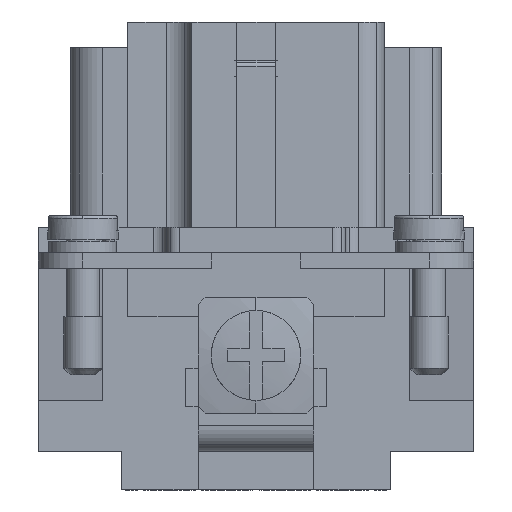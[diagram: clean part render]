
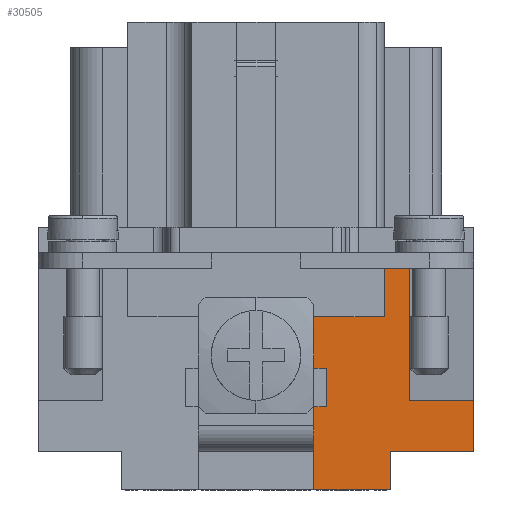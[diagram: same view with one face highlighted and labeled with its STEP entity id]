
A CAD part, left-side view. The second image highlights one B-rep face of the part: STEP entity #30505.
In plain terms, the highlighted planar face has unit normal (-1, 0, 0).
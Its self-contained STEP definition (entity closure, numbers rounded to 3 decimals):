
#16795=CARTESIAN_POINT('',(-45.0,-4.5,-17.355));
#16796=VERTEX_POINT('',#16795);
#23280=CARTESIAN_POINT('',(-45.0,-17.0,-17.5));
#23281=VERTEX_POINT('',#23280);
#23288=CARTESIAN_POINT('',(-45.0,-10.5,-17.5));
#23289=VERTEX_POINT('',#23288);
#23290=CARTESIAN_POINT('',(-45.0,-10.5,-17.5));
#23291=DIRECTION('',(0.0,-1.0,0.0));
#23292=VECTOR('',#23291,6.5);
#23293=LINE('',#23290,#23292);
#23294=EDGE_CURVE('',#23289,#23281,#23293,.T.);
#30045=CARTESIAN_POINT('',(-45.0,-4.5,-14.0));
#30046=VERTEX_POINT('',#30045);
#30053=CARTESIAN_POINT('',(-45.0,-5.5,-14.0));
#30054=VERTEX_POINT('',#30053);
#30055=CARTESIAN_POINT('',(-45.0,-5.5,-14.0));
#30056=DIRECTION('',(0.0,1.0,0.0));
#30057=VECTOR('',#30056,1.);
#30058=LINE('',#30055,#30057);
#30059=EDGE_CURVE('',#30054,#30046,#30058,.T.);
#30084=CARTESIAN_POINT('',(-45.0,-5.5,-11.0));
#30085=VERTEX_POINT('',#30084);
#30086=CARTESIAN_POINT('',(-45.0,-5.5,-11.0));
#30087=DIRECTION('',(0.0,0.0,-1.0));
#30088=VECTOR('',#30087,3.0);
#30089=LINE('',#30086,#30088);
#30090=EDGE_CURVE('',#30085,#30054,#30089,.T.);
#30113=CARTESIAN_POINT('',(-45.0,-4.5,-11.0));
#30114=VERTEX_POINT('',#30113);
#30115=CARTESIAN_POINT('',(-45.0,-4.5,-11.0));
#30116=DIRECTION('',(0.0,-1.0,0.0));
#30117=VECTOR('',#30116,1.);
#30118=LINE('',#30115,#30117);
#30119=EDGE_CURVE('',#30114,#30085,#30118,.T.);
#30378=CARTESIAN_POINT('',(-45.0,-4.5,-7.));
#30379=VERTEX_POINT('',#30378);
#30380=CARTESIAN_POINT('',(-45.0,-4.5,-7.));
#30381=DIRECTION('',(0.0,0.0,-1.0));
#30382=VECTOR('',#30381,4.);
#30383=LINE('',#30380,#30382);
#30384=EDGE_CURVE('',#30379,#30114,#30383,.T.);
#30403=CARTESIAN_POINT('',(-45.0,0.0,-2.));
#30404=DIRECTION('',(1.0,0.0,0.0));
#30405=DIRECTION('',(0.0,0.0,-1.0));
#30406=AXIS2_PLACEMENT_3D('',#30403,#30404,#30405);
#30407=PLANE('',#30406);
#30408=ORIENTED_EDGE('',*,*,#30119,.T.);
#30409=ORIENTED_EDGE('',*,*,#30090,.T.);
#30410=ORIENTED_EDGE('',*,*,#30059,.T.);
#30411=CARTESIAN_POINT('',(-45.0,-4.5,-16.25));
#30412=VERTEX_POINT('',#30411);
#30413=CARTESIAN_POINT('',(-45.0,-4.5,-14.0));
#30414=DIRECTION('',(0.0,0.0,-1.0));
#30415=VECTOR('',#30414,2.25);
#30416=LINE('',#30413,#30415);
#30417=EDGE_CURVE('',#30046,#30412,#30416,.T.);
#30418=ORIENTED_EDGE('',*,*,#30417,.T.);
#30419=CARTESIAN_POINT('',(-45.,-4.5,-16.251));
#30420=VERTEX_POINT('',#30419);
#30421=CARTESIAN_POINT('',(-45.0,-4.5,-16.25));
#30422=DIRECTION('',(0.,0.0,-1.0));
#30423=VECTOR('',#30422,0.001);
#30424=LINE('',#30421,#30423);
#30425=EDGE_CURVE('',#30412,#30420,#30424,.T.);
#30426=ORIENTED_EDGE('',*,*,#30425,.T.);
#30427=CARTESIAN_POINT('',(-45.,-4.5,-16.251));
#30428=DIRECTION('',(0.0,0.0,-1.0));
#30429=VECTOR('',#30428,1.104);
#30430=LINE('',#30427,#30429);
#30431=EDGE_CURVE('',#30420,#16796,#30430,.T.);
#30432=ORIENTED_EDGE('',*,*,#30431,.T.);
#30433=CARTESIAN_POINT('',(-45.0,-4.5,-20.5));
#30434=VERTEX_POINT('',#30433);
#30435=CARTESIAN_POINT('',(-45.0,-4.5,-17.355));
#30436=DIRECTION('',(0.0,0.0,-1.0));
#30437=VECTOR('',#30436,3.145);
#30438=LINE('',#30435,#30437);
#30439=EDGE_CURVE('',#16796,#30434,#30438,.T.);
#30440=ORIENTED_EDGE('',*,*,#30439,.T.);
#30441=CARTESIAN_POINT('',(-45.0,-10.5,-20.5));
#30442=VERTEX_POINT('',#30441);
#30443=CARTESIAN_POINT('',(-45.0,-10.5,-20.5));
#30444=DIRECTION('',(0.0,1.0,0.0));
#30445=VECTOR('',#30444,6.);
#30446=LINE('',#30443,#30445);
#30447=EDGE_CURVE('',#30442,#30434,#30446,.T.);
#30448=ORIENTED_EDGE('',*,*,#30447,.F.);
#30449=CARTESIAN_POINT('',(-45.0,-10.5,-20.5));
#30450=DIRECTION('',(0.0,0.0,1.0));
#30451=VECTOR('',#30450,3.);
#30452=LINE('',#30449,#30451);
#30453=EDGE_CURVE('',#30442,#23289,#30452,.T.);
#30454=ORIENTED_EDGE('',*,*,#30453,.T.);
#30455=ORIENTED_EDGE('',*,*,#23294,.T.);
#30456=CARTESIAN_POINT('',(-45.0,-17.0,-13.5));
#30457=VERTEX_POINT('',#30456);
#30458=CARTESIAN_POINT('',(-45.0,-17.0,-13.5));
#30459=DIRECTION('',(0.0,0.0,-1.0));
#30460=VECTOR('',#30459,4.0);
#30461=LINE('',#30458,#30460);
#30462=EDGE_CURVE('',#30457,#23281,#30461,.T.);
#30463=ORIENTED_EDGE('',*,*,#30462,.F.);
#30464=CARTESIAN_POINT('',(-45.0,-12.,-13.5));
#30465=VERTEX_POINT('',#30464);
#30466=CARTESIAN_POINT('',(-45.0,-17.0,-13.5));
#30467=DIRECTION('',(0.0,1.0,0.0));
#30468=VECTOR('',#30467,5.);
#30469=LINE('',#30466,#30468);
#30470=EDGE_CURVE('',#30457,#30465,#30469,.T.);
#30471=ORIENTED_EDGE('',*,*,#30470,.T.);
#30472=CARTESIAN_POINT('',(-45.,-12.,-3.2));
#30473=VERTEX_POINT('',#30472);
#30474=CARTESIAN_POINT('',(-45.0,-12.,-13.5));
#30475=DIRECTION('',(0.0,0.0,1.0));
#30476=VECTOR('',#30475,10.3);
#30477=LINE('',#30474,#30476);
#30478=EDGE_CURVE('',#30465,#30473,#30477,.T.);
#30479=ORIENTED_EDGE('',*,*,#30478,.T.);
#30480=CARTESIAN_POINT('',(-45.0,-10.,-3.2));
#30481=VERTEX_POINT('',#30480);
#30482=CARTESIAN_POINT('',(-45.,-12.,-3.2));
#30483=DIRECTION('',(0.0,1.0,0.0));
#30484=VECTOR('',#30483,2.);
#30485=LINE('',#30482,#30484);
#30486=EDGE_CURVE('',#30473,#30481,#30485,.T.);
#30487=ORIENTED_EDGE('',*,*,#30486,.T.);
#30488=CARTESIAN_POINT('',(-45.0,-10.,-7.0));
#30489=VERTEX_POINT('',#30488);
#30490=CARTESIAN_POINT('',(-45.0,-10.,-3.2));
#30491=DIRECTION('',(0.0,0.0,-1.0));
#30492=VECTOR('',#30491,3.8);
#30493=LINE('',#30490,#30492);
#30494=EDGE_CURVE('',#30481,#30489,#30493,.T.);
#30495=ORIENTED_EDGE('',*,*,#30494,.T.);
#30496=CARTESIAN_POINT('',(-45.0,-10.,-7.0));
#30497=DIRECTION('',(0.0,1.0,0.0));
#30498=VECTOR('',#30497,5.5);
#30499=LINE('',#30496,#30498);
#30500=EDGE_CURVE('',#30489,#30379,#30499,.T.);
#30501=ORIENTED_EDGE('',*,*,#30500,.T.);
#30502=ORIENTED_EDGE('',*,*,#30384,.T.);
#30503=EDGE_LOOP('',(#30408,#30409,#30410,#30418,#30426,#30432,#30440,#30448,#30454,#30455,#30463,#30471,#30479,#30487,#30495,#30501,#30502));
#30504=FACE_OUTER_BOUND('',#30503,.T.);
#30505=ADVANCED_FACE('',(#30504),#30407,.F.);
